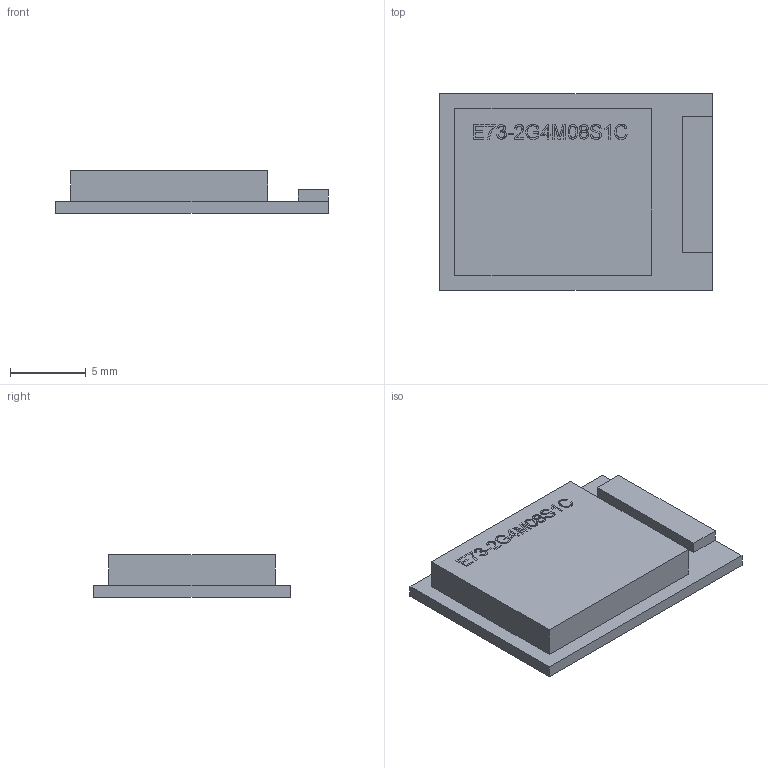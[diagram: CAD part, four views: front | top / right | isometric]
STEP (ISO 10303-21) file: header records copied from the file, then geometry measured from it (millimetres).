
FILE_DESCRIPTION(('FreeCAD Model'),'2;1');
FILE_NAME('E73-2G4M08S1C.step','2020-04-28T19:06:31',('Author'),(''), 'Open CASCADE STEP processor 7.2','FreeCAD','Unknown');
FILE_SCHEMA(('AUTOMOTIVE_DESIGN { 1 0 10303 214 1 1 1 1 }'));
Length unit declared in the file: millimetre
Products named in the file (5): PCB; ShapeString; Shield; Antenna; MCU
Bounding box: 18 x 13 x 2.81 mm (x, y, z)
Volume: 537.9 mm3; surface area: 1108.8 mm2
Topology: 4 solids, 17 shells, 37 faces, 304 edges, 288 vertices
Faces by surface type: plane 37
Entity records: 5420 total; most frequent: CARTESIAN_POINT 1726, B_SPLINE_CURVE_WITH_KNOTS 372, DIRECTION 360, ORIENTED_EDGE 352, PCURVE 352, DEFINITIONAL_REPRESENTATION 352, EDGE_CURVE 304, SURFACE_CURVE 304
